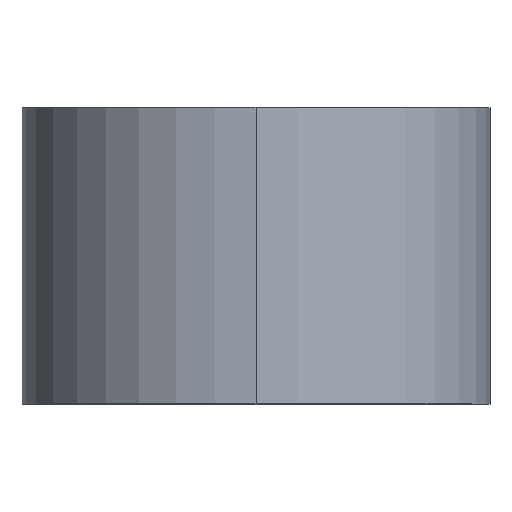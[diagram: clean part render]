
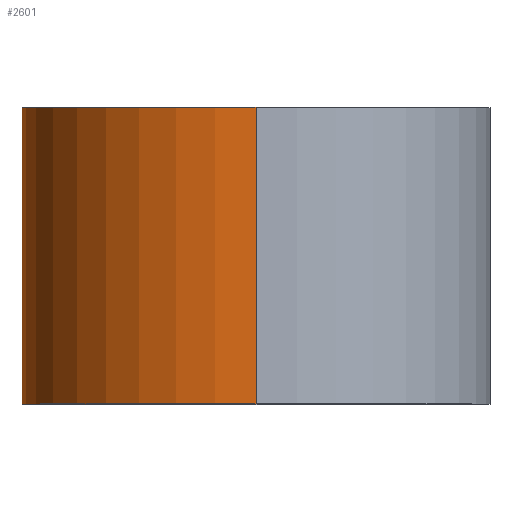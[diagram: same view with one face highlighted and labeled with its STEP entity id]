
A CAD part, top view. The second image highlights one B-rep face of the part: STEP entity #2601.
In plain terms, the highlighted cylindrical face has radius 323 mm (diameter 646 mm), a partial arc.
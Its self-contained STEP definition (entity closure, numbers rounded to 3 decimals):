
#3 = DIRECTION ( 'NONE',  ( 0., 1., 0. ) ) ;
#5 = CARTESIAN_POINT ( 'NONE',  ( 0., -2063.57, 0. ) ) ;
#6 = DIRECTION ( 'NONE',  ( 0., 0., 1. ) ) ;
#422 = CARTESIAN_POINT ( 'NONE',  ( -323., 409., 0. ) ) ;
#427 = CARTESIAN_POINT ( 'NONE',  ( 0., 409., 323. ) ) ;
#428 = CARTESIAN_POINT ( 'NONE',  ( -323., 0., 0. ) ) ;
#434 = CARTESIAN_POINT ( 'NONE',  ( 0., 0., 323. ) ) ;
#535 = CYLINDRICAL_SURFACE ( 'NONE', #1660, 323. ) ;
#543 = FACE_OUTER_BOUND ( 'NONE', #918, .T. ) ;
#607 = VECTOR ( 'NONE', #2674, 1000. ) ;
#609 = LINE ( 'NONE', #2673, #607 ) ;
#610 = CIRCLE ( 'NONE', #1619, 323. ) ;
#611 = VECTOR ( 'NONE', #2672, 1000. ) ;
#614 = CIRCLE ( 'NONE', #1620, 323. ) ;
#617 = LINE ( 'NONE', #2668, #611 ) ;
#708 = VERTEX_POINT ( 'NONE', #422 ) ;
#709 = VERTEX_POINT ( 'NONE', #427 ) ;
#711 = VERTEX_POINT ( 'NONE', #428 ) ;
#770 = ORIENTED_EDGE ( 'NONE', *, *, #1756, .T. ) ;
#771 = ORIENTED_EDGE ( 'NONE', *, *, #1757, .T. ) ;
#772 = ORIENTED_EDGE ( 'NONE', *, *, #1759, .T. ) ;
#773 = ORIENTED_EDGE ( 'NONE', *, *, #1758, .T. ) ;
#886 = VERTEX_POINT ( 'NONE', #434 ) ;
#918 = EDGE_LOOP ( 'NONE', ( #773, #772, #771, #770 ) ) ;
#1619 = AXIS2_PLACEMENT_3D ( 'NONE', #2679, #2680, #2681 ) ;
#1620 = AXIS2_PLACEMENT_3D ( 'NONE', #2675, #2676, #2677 ) ;
#1660 = AXIS2_PLACEMENT_3D ( 'NONE', #5, #3, #6 ) ;
#1756 = EDGE_CURVE ( 'NONE', #708, #711, #617, .T. ) ;
#1757 = EDGE_CURVE ( 'NONE', #709, #708, #614, .T. ) ;
#1758 = EDGE_CURVE ( 'NONE', #711, #886, #610, .T. ) ;
#1759 = EDGE_CURVE ( 'NONE', #886, #709, #609, .T. ) ;
#2601 = ADVANCED_FACE ( 'NONE', ( #543 ), #535, .T. ) ;
#2668 = CARTESIAN_POINT ( 'NONE',  ( -323., -2063.57, 0. ) ) ;
#2672 = DIRECTION ( 'NONE',  ( 0., -1., 0. ) ) ;
#2673 = CARTESIAN_POINT ( 'NONE',  ( 0., -2063.57, 323. ) ) ;
#2674 = DIRECTION ( 'NONE',  ( 0., 1., 0. ) ) ;
#2675 = CARTESIAN_POINT ( 'NONE',  ( 0., 409., 0. ) ) ;
#2676 = DIRECTION ( 'NONE',  ( 0., -1., 0. ) ) ;
#2677 = DIRECTION ( 'NONE',  ( 0., 0., 1. ) ) ;
#2679 = CARTESIAN_POINT ( 'NONE',  ( 0., 0., 0. ) ) ;
#2680 = DIRECTION ( 'NONE',  ( 0., 1., 0. ) ) ;
#2681 = DIRECTION ( 'NONE',  ( 0., 0., 1. ) ) ;
